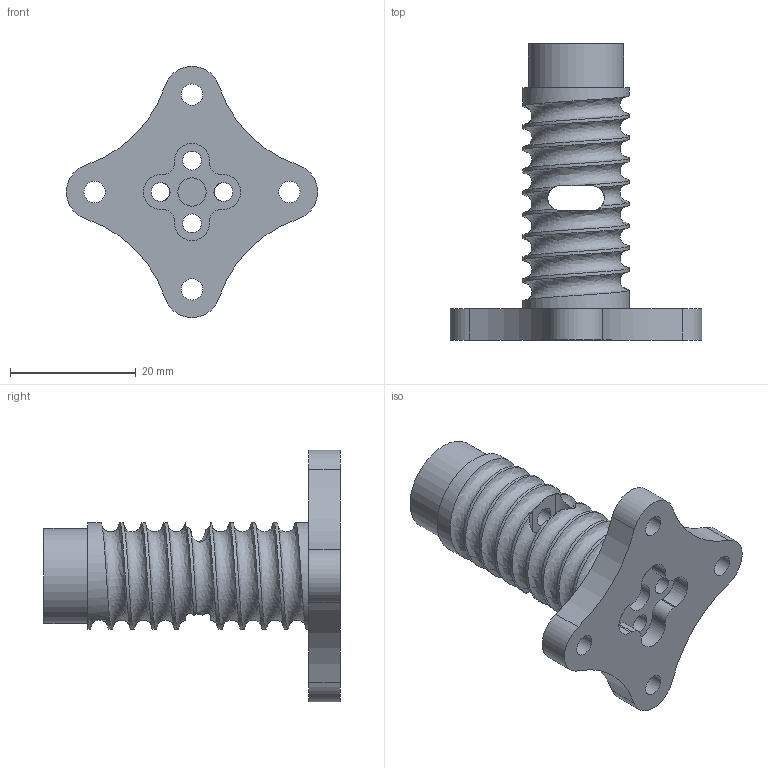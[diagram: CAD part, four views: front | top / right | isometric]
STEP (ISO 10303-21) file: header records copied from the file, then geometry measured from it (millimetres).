
FILE_DESCRIPTION(/* description */ (''),/* implementation_level */ '2;1');
FILE_NAME(/* name */ 'Small_Drum.stp',/* time_stamp */ '2024-05-27T21:04:46-07:00',/* author */ ('aaedm'),/* organization */ (''),/* preprocessor_version */ 'ST-DEVELOPER v19.2',/* originating_system */ 'Autodesk Inventor 2023',/* authorisation */ '');
FILE_SCHEMA (('AUTOMOTIVE_DESIGN { 1 0 10303 214 3 1 1 }'));
Length unit declared in the file: inch
Products named in the file (1): Small_Pulley
Bounding box: 39.97 x 47.2 x 39.97 mm (x, y, z)
Volume: 9246.4 mm3; surface area: 7084.8 mm2
Topology: 1 solids, 1 shells, 71 faces, 196 edges, 129 vertices
Faces by surface type: cylinder 44, plane 19, bspline 4, cone 4
Full cylindrical faces by diameter (mm): 3 x7, 3.4 x4, 4.5 x1, 15.15 x1, 17 x7
Entity records: 4172 total; most frequent: CARTESIAN_POINT 2310, ORIENTED_EDGE 392, DIRECTION 349, EDGE_CURVE 196, AXIS2_PLACEMENT_3D 138, VERTEX_POINT 129, EDGE_LOOP 99, LINE 73
